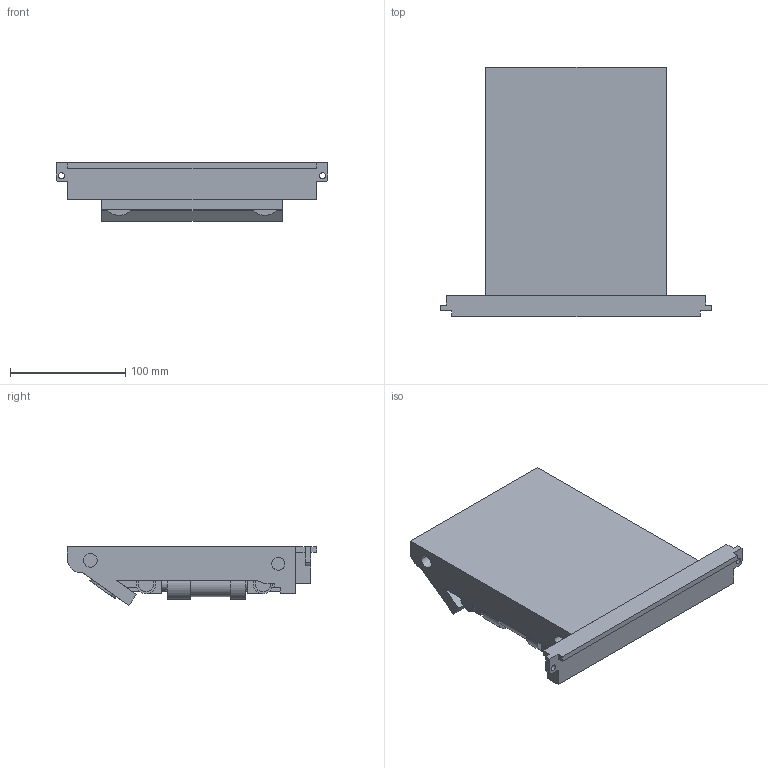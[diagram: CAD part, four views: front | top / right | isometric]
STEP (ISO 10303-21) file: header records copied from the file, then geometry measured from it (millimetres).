
FILE_DESCRIPTION (( 'STEP AP214' ), '1' );
FILE_NAME ('body-back-middle.STEP', '2024-04-27T05:37:28', ( '' ), ( '' ), 'SwSTEP 2.0', 'SolidWorks 2023', '' );
FILE_SCHEMA (( 'AUTOMOTIVE_DESIGN' ));
Length unit declared in the file: millimetre
Products named in the file (1): body-back-middle
Bounding box: 236.5 x 216.67 x 51.14 mm (x, y, z)
Volume: 1206228.4 mm3; surface area: 132882.5 mm2
Topology: 2 solids, 2 shells, 265 faces, 741 edges, 494 vertices
Faces by surface type: plane 165, cylinder 92, bspline 8
Entity records: 8615 total; most frequent: CARTESIAN_POINT 1617, ORIENTED_EDGE 1482, DIRECTION 1433, EDGE_CURVE 741, LINE 533, VECTOR 533, VERTEX_POINT 494, AXIS2_PLACEMENT_3D 450
